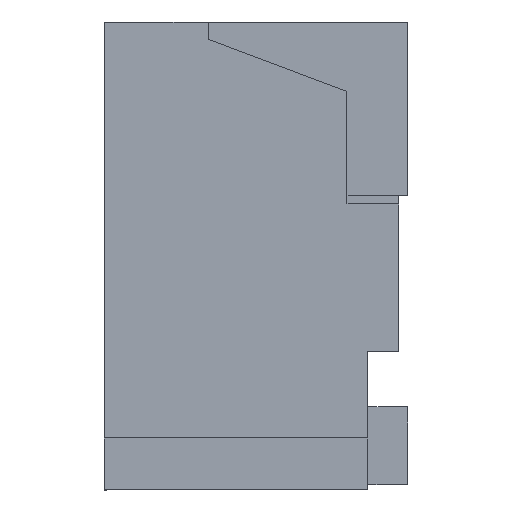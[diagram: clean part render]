
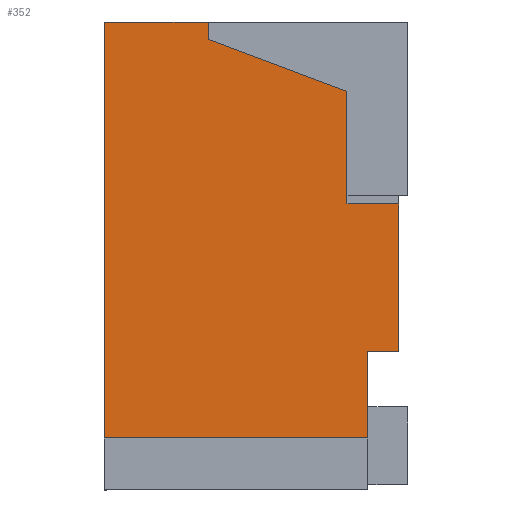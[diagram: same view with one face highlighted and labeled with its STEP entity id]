
A CAD part, left-side view. The second image highlights one B-rep face of the part: STEP entity #352.
In plain terms, the highlighted planar face has unit normal (-1, 0, 0).
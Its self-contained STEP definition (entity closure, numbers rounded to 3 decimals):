
#26 = EDGE_CURVE ( 'NONE', #128, #484, #811, .T. ) ;
#128 = VERTEX_POINT ( 'NONE', #1112 ) ;
#147 = VERTEX_POINT ( 'NONE', #1169 ) ;
#163 = EDGE_CURVE ( 'NONE', #147, #128, #1267, .T. ) ;
#227 = VERTEX_POINT ( 'NONE', #1372 ) ;
#234 = EDGE_CURVE ( 'NONE', #227, #235, #1366, .T. ) ;
#235 = VERTEX_POINT ( 'NONE', #1362 ) ;
#350 = EDGE_CURVE ( 'NONE', #374, #147, #1623, .T. ) ;
#352 = ADVANCED_FACE ( 'NONE', ( #1599 ), #1609, .T. ) ;
#353 = EDGE_LOOP ( 'NONE', ( #354, #357, #359, #360, #361, #399, #400, #402, #403, #404 ) ) ;
#354 = ORIENTED_EDGE ( 'NONE', *, *, #355, .F. ) ;
#355 = EDGE_CURVE ( 'NONE', #356, #498, #1653, .T. ) ;
#356 = VERTEX_POINT ( 'NONE', #1658 ) ;
#357 = ORIENTED_EDGE ( 'NONE', *, *, #358, .F. ) ;
#358 = EDGE_CURVE ( 'NONE', #487, #356, #1654, .T. ) ;
#359 = ORIENTED_EDGE ( 'NONE', *, *, #486, .F. ) ;
#360 = ORIENTED_EDGE ( 'NONE', *, *, #26, .F. ) ;
#361 = ORIENTED_EDGE ( 'NONE', *, *, #163, .F. ) ;
#374 = VERTEX_POINT ( 'NONE', #1676 ) ;
#399 = ORIENTED_EDGE ( 'NONE', *, *, #350, .F. ) ;
#400 = ORIENTED_EDGE ( 'NONE', *, *, #401, .F. ) ;
#401 = EDGE_CURVE ( 'NONE', #235, #374, #1691, .T. ) ;
#402 = ORIENTED_EDGE ( 'NONE', *, *, #234, .F. ) ;
#403 = ORIENTED_EDGE ( 'NONE', *, *, #472, .F. ) ;
#404 = ORIENTED_EDGE ( 'NONE', *, *, #455, .F. ) ;
#455 = EDGE_CURVE ( 'NONE', #498, #456, #2020, .T. ) ;
#456 = VERTEX_POINT ( 'NONE', #2016 ) ;
#472 = EDGE_CURVE ( 'NONE', #456, #227, #2034, .T. ) ;
#484 = VERTEX_POINT ( 'NONE', #1913 ) ;
#486 = EDGE_CURVE ( 'NONE', #484, #487, #1912, .T. ) ;
#487 = VERTEX_POINT ( 'NONE', #1908 ) ;
#498 = VERTEX_POINT ( 'NONE', #2071 ) ;
#808 = DIRECTION ( 'NONE',  ( 0., 0., -1. ) ) ;
#809 = VECTOR ( 'NONE', #808, 1000. ) ;
#810 = CARTESIAN_POINT ( 'NONE',  ( -4.5, 1.1, 4.8 ) ) ;
#811 = LINE ( 'NONE', #810, #809 ) ;
#1112 = CARTESIAN_POINT ( 'NONE',  ( -4.5, 1.1, 4.8 ) ) ;
#1169 = CARTESIAN_POINT ( 'NONE',  ( -4.5, 1.7, 4.8 ) ) ;
#1264 = DIRECTION ( 'NONE',  ( 0., -1., 0. ) ) ;
#1265 = VECTOR ( 'NONE', #1264, 1000. ) ;
#1266 = CARTESIAN_POINT ( 'NONE',  ( -4.5, 1.7, 4.8 ) ) ;
#1267 = LINE ( 'NONE', #1266, #1265 ) ;
#1362 = CARTESIAN_POINT ( 'NONE',  ( -4.5, 0.18, 2.4 ) ) ;
#1363 = DIRECTION ( 'NONE',  ( 0., 0., -1. ) ) ;
#1364 = VECTOR ( 'NONE', #1363, 1000. ) ;
#1365 = CARTESIAN_POINT ( 'NONE',  ( -4.5, 0.18, 2.9 ) ) ;
#1366 = LINE ( 'NONE', #1365, #1364 ) ;
#1372 = CARTESIAN_POINT ( 'NONE',  ( -4.5, 0.18, 2.9 ) ) ;
#1599 = FACE_OUTER_BOUND ( 'NONE', #353, .T. ) ;
#1600 = VECTOR ( 'NONE', #1606, 1000. ) ;
#1606 = DIRECTION ( 'NONE',  ( 0., 0., 1. ) ) ;
#1607 = CARTESIAN_POINT ( 'NONE',  ( -4.5, 1.7, 2.1 ) ) ;
#1609 = PLANE ( 'NONE',  #1632 ) ;
#1623 = LINE ( 'NONE', #1607, #1600 ) ;
#1629 = DIRECTION ( 'NONE',  ( 0., -1., 0. ) ) ;
#1630 = DIRECTION ( 'NONE',  ( -1., 0., 0. ) ) ;
#1631 = CARTESIAN_POINT ( 'NONE',  ( -4.5, 1.7, 4.8 ) ) ;
#1632 = AXIS2_PLACEMENT_3D ( 'NONE', #1631, #1630, #1629 ) ;
#1646 = DIRECTION ( 'NONE',  ( 0., 0., -1. ) ) ;
#1647 = VECTOR ( 'NONE', #1646, 1000. ) ;
#1651 = VECTOR ( 'NONE', #1659, 1000. ) ;
#1652 = CARTESIAN_POINT ( 'NONE',  ( -4.5, 0.3, 3.75 ) ) ;
#1653 = LINE ( 'NONE', #1652, #1651 ) ;
#1654 = LINE ( 'NONE', #1660, #1647 ) ;
#1658 = CARTESIAN_POINT ( 'NONE',  ( -4.5, 0.3, 3.75 ) ) ;
#1659 = DIRECTION ( 'NONE',  ( 0., -1., 0. ) ) ;
#1660 = CARTESIAN_POINT ( 'NONE',  ( -4.5, 0.3, 4.4 ) ) ;
#1676 = CARTESIAN_POINT ( 'NONE',  ( -4.5, 1.7, 2.4 ) ) ;
#1688 = DIRECTION ( 'NONE',  ( 0., 1., 0. ) ) ;
#1689 = VECTOR ( 'NONE', #1688, 1000. ) ;
#1690 = CARTESIAN_POINT ( 'NONE',  ( -4.5, 1.7, 2.4 ) ) ;
#1691 = LINE ( 'NONE', #1690, #1689 ) ;
#1908 = CARTESIAN_POINT ( 'NONE',  ( -4.5, 0.3, 4.4 ) ) ;
#1909 = DIRECTION ( 'NONE',  ( 0., -0.936, -0.351 ) ) ;
#1910 = VECTOR ( 'NONE', #1909, 1000. ) ;
#1911 = CARTESIAN_POINT ( 'NONE',  ( -4.5, 1.1, 4.7 ) ) ;
#1912 = LINE ( 'NONE', #1911, #1910 ) ;
#1913 = CARTESIAN_POINT ( 'NONE',  ( -4.5, 1.1, 4.7 ) ) ;
#2016 = CARTESIAN_POINT ( 'NONE',  ( -4.5, 0., 2.9 ) ) ;
#2017 = DIRECTION ( 'NONE',  ( 0., 0., -1. ) ) ;
#2018 = VECTOR ( 'NONE', #2017, 1000. ) ;
#2019 = CARTESIAN_POINT ( 'NONE',  ( -4.5, 0., 4.8 ) ) ;
#2020 = LINE ( 'NONE', #2019, #2018 ) ;
#2031 = DIRECTION ( 'NONE',  ( 0., 1., 0. ) ) ;
#2032 = VECTOR ( 'NONE', #2031, 1000. ) ;
#2033 = CARTESIAN_POINT ( 'NONE',  ( -4.5, 0., 2.9 ) ) ;
#2034 = LINE ( 'NONE', #2033, #2032 ) ;
#2071 = CARTESIAN_POINT ( 'NONE',  ( -4.5, 0., 3.75 ) ) ;
